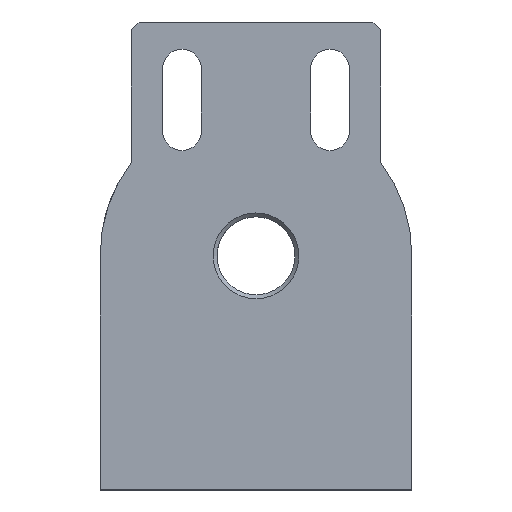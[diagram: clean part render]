
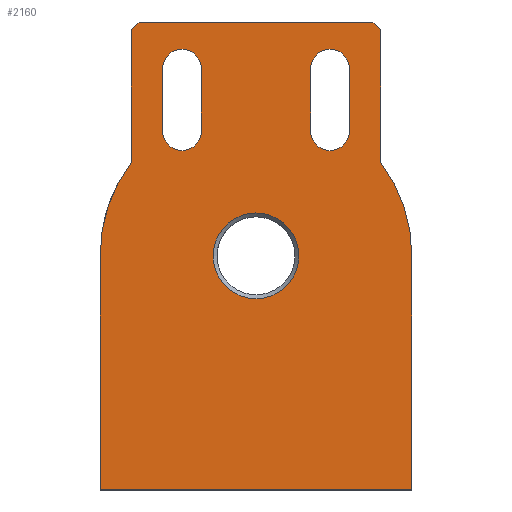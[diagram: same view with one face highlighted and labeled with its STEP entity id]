
A CAD part, top view. The second image highlights one B-rep face of the part: STEP entity #2160.
In plain terms, the highlighted planar face has unit normal (0, 0, 1).
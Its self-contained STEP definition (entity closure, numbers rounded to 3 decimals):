
#19=PLANE('',#2297);
#40=FACE_BOUND('',#271,.T.);
#41=FACE_BOUND('',#272,.T.);
#42=FACE_BOUND('',#273,.T.);
#55=CIRCLE('',#2293,5.5);
#58=CIRCLE('',#2298,20.);
#59=CIRCLE('',#2299,20.);
#60=CIRCLE('',#2300,2.5);
#61=CIRCLE('',#2301,2.5);
#62=CIRCLE('',#2302,2.5);
#63=CIRCLE('',#2303,2.5);
#153=FACE_OUTER_BOUND('',#270,.T.);
#270=EDGE_LOOP('',(#1640,#1641,#1642,#1643,#1644,#1645,#1646,#1647,#1648,
#1649));
#271=EDGE_LOOP('',(#1650,#1651,#1652,#1653));
#272=EDGE_LOOP('',(#1654,#1655,#1656,#1657));
#273=EDGE_LOOP('',(#1658));
#572=LINE('',#5684,#709);
#573=LINE('',#5686,#710);
#574=LINE('',#5690,#711);
#575=LINE('',#5692,#712);
#576=LINE('',#5694,#713);
#577=LINE('',#5698,#714);
#578=LINE('',#5700,#715);
#579=LINE('',#5701,#716);
#580=LINE('',#5704,#717);
#581=LINE('',#5708,#718);
#582=LINE('',#5714,#719);
#583=LINE('',#5717,#720);
#709=VECTOR('',#2603,10.);
#710=VECTOR('',#2604,10.);
#711=VECTOR('',#2607,10.);
#712=VECTOR('',#2608,10.);
#713=VECTOR('',#2609,10.);
#714=VECTOR('',#2612,10.);
#715=VECTOR('',#2613,10.);
#716=VECTOR('',#2614,10.);
#717=VECTOR('',#2615,10.);
#718=VECTOR('',#2618,10.);
#719=VECTOR('',#2623,10.);
#720=VECTOR('',#2626,10.);
#928=VERTEX_POINT('',#5470);
#936=VERTEX_POINT('',#5682);
#937=VERTEX_POINT('',#5683);
#938=VERTEX_POINT('',#5685);
#939=VERTEX_POINT('',#5687);
#940=VERTEX_POINT('',#5689);
#941=VERTEX_POINT('',#5691);
#942=VERTEX_POINT('',#5693);
#943=VERTEX_POINT('',#5695);
#944=VERTEX_POINT('',#5697);
#945=VERTEX_POINT('',#5699);
#946=VERTEX_POINT('',#5702);
#947=VERTEX_POINT('',#5703);
#948=VERTEX_POINT('',#5705);
#949=VERTEX_POINT('',#5707);
#950=VERTEX_POINT('',#5710);
#951=VERTEX_POINT('',#5711);
#952=VERTEX_POINT('',#5713);
#953=VERTEX_POINT('',#5715);
#1219=EDGE_CURVE('',#928,#928,#55,.T.);
#1231=EDGE_CURVE('',#936,#937,#572,.T.);
#1232=EDGE_CURVE('',#937,#938,#573,.T.);
#1233=EDGE_CURVE('',#938,#939,#58,.T.);
#1234=EDGE_CURVE('',#939,#940,#574,.T.);
#1235=EDGE_CURVE('',#940,#941,#575,.T.);
#1236=EDGE_CURVE('',#941,#942,#576,.T.);
#1237=EDGE_CURVE('',#942,#943,#59,.T.);
#1238=EDGE_CURVE('',#943,#944,#577,.T.);
#1239=EDGE_CURVE('',#944,#945,#578,.T.);
#1240=EDGE_CURVE('',#945,#936,#579,.T.);
#1241=EDGE_CURVE('',#946,#947,#580,.T.);
#1242=EDGE_CURVE('',#947,#948,#60,.T.);
#1243=EDGE_CURVE('',#948,#949,#581,.T.);
#1244=EDGE_CURVE('',#949,#946,#61,.T.);
#1245=EDGE_CURVE('',#950,#951,#62,.T.);
#1246=EDGE_CURVE('',#951,#952,#582,.T.);
#1247=EDGE_CURVE('',#952,#953,#63,.T.);
#1248=EDGE_CURVE('',#953,#950,#583,.T.);
#1640=ORIENTED_EDGE('',*,*,#1231,.T.);
#1641=ORIENTED_EDGE('',*,*,#1232,.T.);
#1642=ORIENTED_EDGE('',*,*,#1233,.T.);
#1643=ORIENTED_EDGE('',*,*,#1234,.T.);
#1644=ORIENTED_EDGE('',*,*,#1235,.T.);
#1645=ORIENTED_EDGE('',*,*,#1236,.T.);
#1646=ORIENTED_EDGE('',*,*,#1237,.T.);
#1647=ORIENTED_EDGE('',*,*,#1238,.T.);
#1648=ORIENTED_EDGE('',*,*,#1239,.T.);
#1649=ORIENTED_EDGE('',*,*,#1240,.T.);
#1650=ORIENTED_EDGE('',*,*,#1241,.T.);
#1651=ORIENTED_EDGE('',*,*,#1242,.T.);
#1652=ORIENTED_EDGE('',*,*,#1243,.T.);
#1653=ORIENTED_EDGE('',*,*,#1244,.T.);
#1654=ORIENTED_EDGE('',*,*,#1245,.T.);
#1655=ORIENTED_EDGE('',*,*,#1246,.T.);
#1656=ORIENTED_EDGE('',*,*,#1247,.T.);
#1657=ORIENTED_EDGE('',*,*,#1248,.T.);
#1658=ORIENTED_EDGE('',*,*,#1219,.F.);
#2160=ADVANCED_FACE('',(#153,#40,#41,#42),#19,.T.);
#2293=AXIS2_PLACEMENT_3D('',#5471,#2589,#2590);
#2297=AXIS2_PLACEMENT_3D('',#5681,#2601,#2602);
#2298=AXIS2_PLACEMENT_3D('',#5688,#2605,#2606);
#2299=AXIS2_PLACEMENT_3D('',#5696,#2610,#2611);
#2300=AXIS2_PLACEMENT_3D('',#5706,#2616,#2617);
#2301=AXIS2_PLACEMENT_3D('',#5709,#2619,#2620);
#2302=AXIS2_PLACEMENT_3D('',#5712,#2621,#2622);
#2303=AXIS2_PLACEMENT_3D('',#5716,#2624,#2625);
#2589=DIRECTION('center_axis',(0.,0.,1.));
#2590=DIRECTION('ref_axis',(-1.,0.,0.));
#2601=DIRECTION('center_axis',(0.,0.,1.));
#2602=DIRECTION('ref_axis',(1.,0.,0.));
#2603=DIRECTION('',(-0.707,-0.707,0.));
#2604=DIRECTION('',(0.,-1.,0.));
#2605=DIRECTION('center_axis',(0.,0.,
1.));
#2606=DIRECTION('ref_axis',(1.,0.,0.));
#2607=DIRECTION('',(0.,-1.,0.));
#2608=DIRECTION('',(1.,0.,0.));
#2609=DIRECTION('',(0.,1.,0.));
#2610=DIRECTION('center_axis',(0.,0.,
1.));
#2611=DIRECTION('ref_axis',(1.,0.,0.));
#2612=DIRECTION('',(0.,1.,0.));
#2613=DIRECTION('',(-0.707,0.707,0.));
#2614=DIRECTION('',(-1.,0.,0.));
#2615=DIRECTION('',(0.,1.,0.));
#2616=DIRECTION('center_axis',(0.,0.,-1.));
#2617=DIRECTION('ref_axis',(-1.,0.,0.));
#2618=DIRECTION('',(0.,-1.,0.));
#2619=DIRECTION('center_axis',(0.,0.,-1.));
#2620=DIRECTION('ref_axis',(-1.,0.,0.));
#2621=DIRECTION('center_axis',(0.,0.,-1.));
#2622=DIRECTION('ref_axis',(-1.,0.,0.));
#2623=DIRECTION('',(0.,-1.,0.));
#2624=DIRECTION('center_axis',(0.,0.,-1.));
#2625=DIRECTION('ref_axis',(-1.,0.,0.));
#2626=DIRECTION('',(0.,1.,0.));
#5470=CARTESIAN_POINT('',(5.5,0.,-180.));
#5471=CARTESIAN_POINT('Origin',(0.,0.,
-180.));
#5681=CARTESIAN_POINT('Origin',(-16.,6.,-180.));
#5682=CARTESIAN_POINT('',(-15.,30.,-180.));
#5683=CARTESIAN_POINT('',(-16.,29.,-180.));
#5684=CARTESIAN_POINT('',(-21.5,23.5,-180.));
#5685=CARTESIAN_POINT('',(-16.,12.,-180.));
#5686=CARTESIAN_POINT('',(-16.,6.,-180.));
#5687=CARTESIAN_POINT('',(-20.,0.,-180.));
#5688=CARTESIAN_POINT('Origin',(0.,0.,
-180.));
#5689=CARTESIAN_POINT('',(-20.,-30.,-180.));
#5690=CARTESIAN_POINT('',(-20.,-30.,-180.));
#5691=CARTESIAN_POINT('',(20.,-30.,-180.));
#5692=CARTESIAN_POINT('',(20.,-30.,-180.));
#5693=CARTESIAN_POINT('',(20.,0.,-180.));
#5694=CARTESIAN_POINT('',(20.,0.,-180.));
#5695=CARTESIAN_POINT('',(16.,12.,-180.));
#5696=CARTESIAN_POINT('Origin',(0.,0.,
-180.));
#5697=CARTESIAN_POINT('',(16.,29.,-180.));
#5698=CARTESIAN_POINT('',(16.,6.,-180.));
#5699=CARTESIAN_POINT('',(15.,30.,-180.));
#5700=CARTESIAN_POINT('',(13.5,31.5,-180.));
#5701=CARTESIAN_POINT('',(16.,30.,-180.));
#5702=CARTESIAN_POINT('',(7.,16.,-180.));
#5703=CARTESIAN_POINT('',(7.,24.,-180.));
#5704=CARTESIAN_POINT('',(7.,15.,-180.));
#5705=CARTESIAN_POINT('',(12.,24.,-180.));
#5706=CARTESIAN_POINT('Origin',(9.5,24.,-180.));
#5707=CARTESIAN_POINT('',(12.,16.,-180.));
#5708=CARTESIAN_POINT('',(12.,11.,-180.));
#5709=CARTESIAN_POINT('Origin',(9.5,16.,-180.));
#5710=CARTESIAN_POINT('',(-12.,24.,-180.));
#5711=CARTESIAN_POINT('',(-7.,24.,-180.));
#5712=CARTESIAN_POINT('Origin',(-9.5,24.,-180.));
#5713=CARTESIAN_POINT('',(-7.,16.,-180.));
#5714=CARTESIAN_POINT('',(-7.,11.,-180.));
#5715=CARTESIAN_POINT('',(-12.,16.,-180.));
#5716=CARTESIAN_POINT('Origin',(-9.5,16.,-180.));
#5717=CARTESIAN_POINT('',(-12.,15.,-180.));
